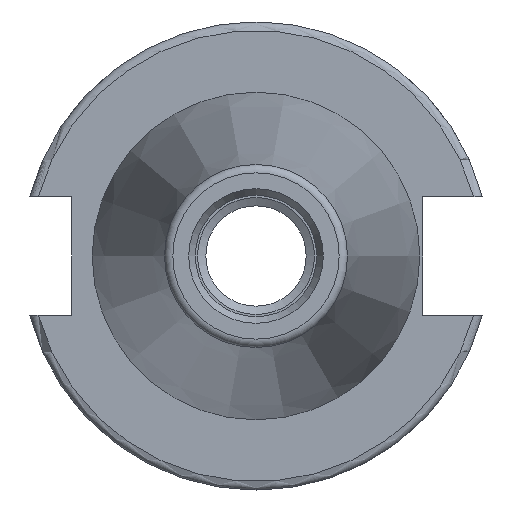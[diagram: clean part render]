
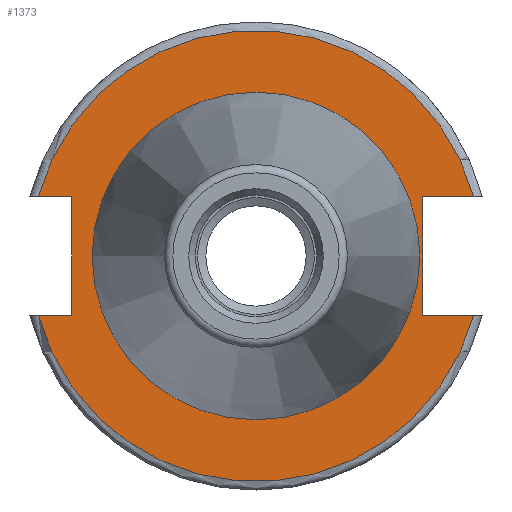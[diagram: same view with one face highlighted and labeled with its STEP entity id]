
A CAD part, left-side view. The second image highlights one B-rep face of the part: STEP entity #1373.
In plain terms, the highlighted planar face has unit normal (-1, 0, 0).
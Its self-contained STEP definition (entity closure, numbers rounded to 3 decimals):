
#28=FACE_BOUND('',#202,.T.);
#66=PLANE('',#1490);
#126=FACE_OUTER_BOUND('',#201,.T.);
#201=EDGE_LOOP('',(#1032,#1033,#1034,#1035,#1036,#1037,#1038,#1039));
#202=EDGE_LOOP('',(#1040,#1041));
#272=LINE('',#2154,#352);
#281=LINE('',#2191,#361);
#289=LINE('',#2236,#369);
#292=LINE('',#2244,#372);
#304=LINE('',#2329,#384);
#307=LINE('',#2333,#387);
#352=VECTOR('',#1683,10.);
#361=VECTOR('',#1694,10.);
#369=VECTOR('',#1704,10.);
#372=VECTOR('',#1709,10.);
#384=VECTOR('',#1723,10.);
#387=VECTOR('',#1728,10.);
#448=CIRCLE('',#1489,30.61);
#449=CIRCLE('',#1491,30.61);
#450=CIRCLE('',#1492,22.225);
#451=CIRCLE('',#1493,22.225);
#558=VERTEX_POINT('',#2141);
#560=VERTEX_POINT('',#2153);
#571=VERTEX_POINT('',#2190);
#573=VERTEX_POINT('',#2195);
#584=VERTEX_POINT('',#2241);
#585=VERTEX_POINT('',#2243);
#604=VERTEX_POINT('',#2317);
#605=VERTEX_POINT('',#2328);
#606=VERTEX_POINT('',#2355);
#607=VERTEX_POINT('',#2356);
#715=EDGE_CURVE('',#560,#558,#272,.T.);
#727=EDGE_CURVE('',#571,#560,#281,.T.);
#739=EDGE_CURVE('',#573,#571,#289,.T.);
#742=EDGE_CURVE('',#585,#584,#292,.T.);
#762=EDGE_CURVE('',#605,#604,#304,.T.);
#765=EDGE_CURVE('',#584,#605,#307,.T.);
#775=EDGE_CURVE('',#585,#558,#448,.T.);
#776=EDGE_CURVE('',#573,#604,#449,.T.);
#777=EDGE_CURVE('',#606,#607,#450,.T.);
#778=EDGE_CURVE('',#607,#606,#451,.T.);
#1032=ORIENTED_EDGE('',*,*,#739,.T.);
#1033=ORIENTED_EDGE('',*,*,#727,.T.);
#1034=ORIENTED_EDGE('',*,*,#715,.T.);
#1035=ORIENTED_EDGE('',*,*,#775,.F.);
#1036=ORIENTED_EDGE('',*,*,#742,.T.);
#1037=ORIENTED_EDGE('',*,*,#765,.T.);
#1038=ORIENTED_EDGE('',*,*,#762,.T.);
#1039=ORIENTED_EDGE('',*,*,#776,.F.);
#1040=ORIENTED_EDGE('',*,*,#777,.T.);
#1041=ORIENTED_EDGE('',*,*,#778,.T.);
#1373=ADVANCED_FACE('',(#126,#28),#66,.T.);
#1489=AXIS2_PLACEMENT_3D('',#2352,#1765,#1766);
#1490=AXIS2_PLACEMENT_3D('',#2353,#1767,#1768);
#1491=AXIS2_PLACEMENT_3D('',#2354,#1769,#1770);
#1492=AXIS2_PLACEMENT_3D('',#2357,#1771,#1772);
#1493=AXIS2_PLACEMENT_3D('',#2358,#1773,#1774);
#1683=DIRECTION('',(0.,1.,0.));
#1694=DIRECTION('',(0.,0.,-1.));
#1704=DIRECTION('',(0.,-1.,0.));
#1709=DIRECTION('',(0.,1.,0.));
#1723=DIRECTION('',(0.,-1.,0.));
#1728=DIRECTION('',(0.,0.,1.));
#1765=DIRECTION('center_axis',(1.,0.,0.));
#1766=DIRECTION('ref_axis',(0.,0.,-1.));
#1767=DIRECTION('center_axis',(-1.,0.,0.));
#1768=DIRECTION('ref_axis',(0.,0.,1.));
#1769=DIRECTION('center_axis',(1.,0.,0.));
#1770=DIRECTION('ref_axis',(0.,0.,-1.));
#1771=DIRECTION('center_axis',(1.,0.,0.));
#1772=DIRECTION('ref_axis',(0.,0.,-1.));
#1773=DIRECTION('center_axis',(1.,0.,0.));
#1774=DIRECTION('ref_axis',(0.,0.,-1.));
#2141=CARTESIAN_POINT('',(3.175,29.528,-8.065));
#2153=CARTESIAN_POINT('',(3.175,25.,-8.065));
#2154=CARTESIAN_POINT('',(3.175,27.805,-8.065));
#2190=CARTESIAN_POINT('',(3.175,25.,8.065));
#2191=CARTESIAN_POINT('',(3.175,25.,4.033));
#2195=CARTESIAN_POINT('',(3.175,29.528,8.065));
#2236=CARTESIAN_POINT('',(3.175,38.022,8.065));
#2241=CARTESIAN_POINT('',(3.175,-22.6,-8.065));
#2243=CARTESIAN_POINT('',(3.175,-29.528,-8.065));
#2244=CARTESIAN_POINT('',(3.175,-3.901,-8.065));
#2317=CARTESIAN_POINT('',(3.175,-29.528,8.065));
#2328=CARTESIAN_POINT('',(3.175,-22.6,8.065));
#2329=CARTESIAN_POINT('',(3.175,4.005,8.065));
#2333=CARTESIAN_POINT('',(3.175,-22.6,-4.032));
#2352=CARTESIAN_POINT('Origin',(3.175,0.,0.));
#2353=CARTESIAN_POINT('Origin',(3.175,30.61,0.));
#2354=CARTESIAN_POINT('Origin',(3.175,0.,0.));
#2355=CARTESIAN_POINT('',(3.175,22.225,0.));
#2356=CARTESIAN_POINT('',(3.175,-22.225,0.));
#2357=CARTESIAN_POINT('Origin',(3.175,0.,0.));
#2358=CARTESIAN_POINT('Origin',(3.175,0.,0.));
